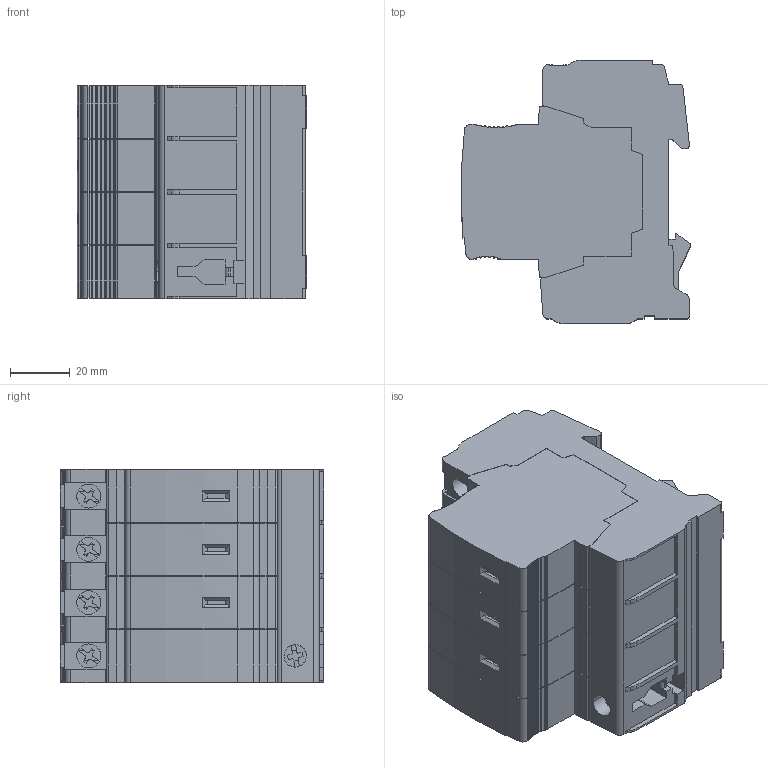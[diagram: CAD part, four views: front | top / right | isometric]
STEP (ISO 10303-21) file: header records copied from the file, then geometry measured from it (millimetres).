
FILE_DESCRIPTION((''),'2;1');
FILE_NAME('B80001520','2017-02-27T',('FRJEGUI'),(''),'CREO PARAMETRIC BY PTC INC, 2016380','CREO PARAMETRIC BY PTC INC, 2016380','');
FILE_SCHEMA(('CONFIG_CONTROL_DESIGN'));
Length unit declared in the file: millimetre
Products named in the file (1): B80001520
Bounding box: 76.67 x 88 x 71.2 mm (x, y, z)
Volume: 341657.1 mm3; surface area: 58964.3 mm2
Topology: 1 solids, 1 shells, 1038 faces, 3074 edges, 2036 vertices
Faces by surface type: plane 729, cylinder 303, cone 6
Entity records: 34674 total; most frequent: CARTESIAN_POINT 6258, ORIENTED_EDGE 6148, DIRECTION 5772, EDGE_CURVE 3074, VECTOR 2424, LINE 2424, VERTEX_POINT 2036, AXIS2_PLACEMENT_3D 1674
